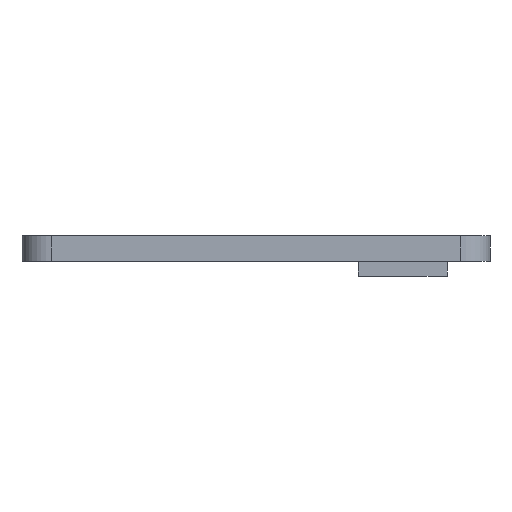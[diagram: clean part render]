
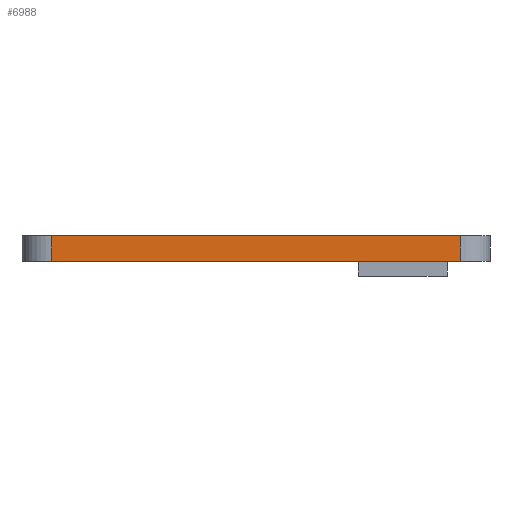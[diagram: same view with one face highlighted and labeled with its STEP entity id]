
A CAD part, left-side view. The second image highlights one B-rep face of the part: STEP entity #6988.
In plain terms, the highlighted planar face has unit normal (-1, 0, 0).
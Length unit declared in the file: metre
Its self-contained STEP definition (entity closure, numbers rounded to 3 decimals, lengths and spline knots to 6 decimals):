
#742=LINE('',#9769,#1306);
#835=LINE('',#9987,#1399);
#911=LINE('',#10182,#1475);
#912=LINE('',#10183,#1476);
#1306=VECTOR('',#7880,1.);
#1399=VECTOR('',#8021,1.);
#1475=VECTOR('',#8177,1.);
#1476=VECTOR('',#8178,1.);
#2289=ORIENTED_EDGE('',*,*,#4313,.T.);
#2290=ORIENTED_EDGE('',*,*,#4416,.T.);
#2291=ORIENTED_EDGE('',*,*,#4197,.F.);
#2292=ORIENTED_EDGE('',*,*,#4417,.T.);
#4197=EDGE_CURVE('',#5276,#5277,#742,.T.);
#4313=EDGE_CURVE('',#5378,#5377,#835,.T.);
#4416=EDGE_CURVE('',#5377,#5277,#911,.T.);
#4417=EDGE_CURVE('',#5276,#5378,#912,.F.);
#5276=VERTEX_POINT('',#9768);
#5277=VERTEX_POINT('',#9770);
#5377=VERTEX_POINT('',#9986);
#5378=VERTEX_POINT('',#9988);
#5984=EDGE_LOOP('',(#2289,#2290,#2291,#2292));
#6436=FACE_BOUND('',#5984,.T.);
#6848=PLANE('',#7477);
#6988=ADVANCED_FACE('',(#6436),#6848,.T.);
#7477=AXIS2_PLACEMENT_3D('',#10181,#8175,#8176);
#7880=DIRECTION('',(0.,1.,0.));
#8021=DIRECTION('',(0.,1.,0.));
#8175=DIRECTION('',(-1.,0.,0.));
#8176=DIRECTION('',(0.,0.,1.));
#8177=DIRECTION('',(0.,0.,-1.));
#8178=DIRECTION('',(0.,0.,-1.));
#9768=CARTESIAN_POINT('',(-0.005155,-0.001572,0.018));
#9769=CARTESIAN_POINT('',(-0.005155,0.02235,0.018));
#9770=CARTESIAN_POINT('',(-0.005155,0.046272,0.018));
#9986=CARTESIAN_POINT('',(-0.005155,0.046272,0.021));
#9987=CARTESIAN_POINT('',(-0.005155,0.02235,0.021));
#9988=CARTESIAN_POINT('',(-0.005155,-0.001572,0.021));
#10181=CARTESIAN_POINT('',(-0.005155,0.02235,0.021));
#10182=CARTESIAN_POINT('',(-0.005155,0.046272,0.021));
#10183=CARTESIAN_POINT('',(-0.005155,-0.001572,0.021));
